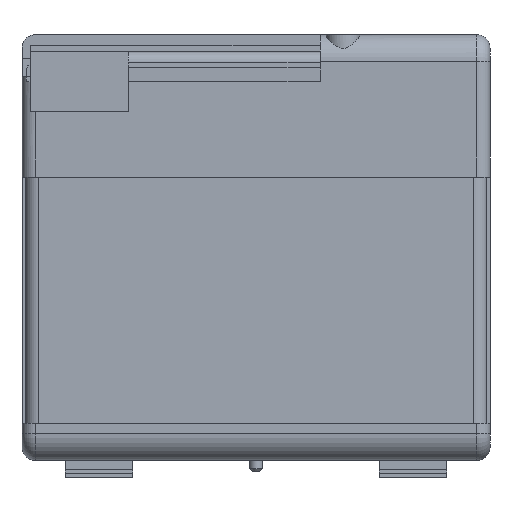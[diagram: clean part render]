
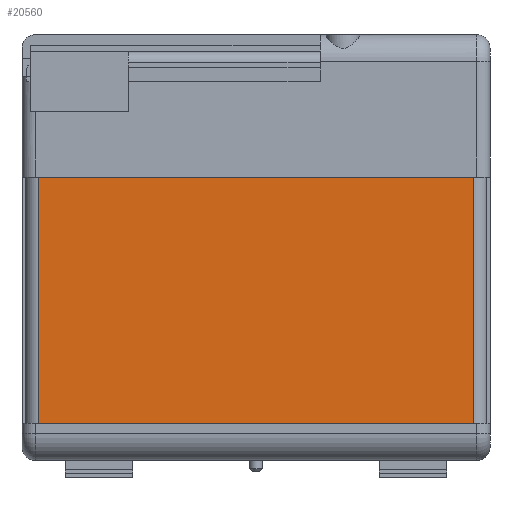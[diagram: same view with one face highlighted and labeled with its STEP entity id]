
A CAD part, front view. The second image highlights one B-rep face of the part: STEP entity #20560.
In plain terms, the highlighted planar face has unit normal (0, -1, 0).
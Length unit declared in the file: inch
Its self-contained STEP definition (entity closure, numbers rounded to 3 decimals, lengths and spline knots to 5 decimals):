
#1096 = VECTOR ( 'NONE', #7862, 39.37008 ) ;
#1136 = VERTEX_POINT ( 'NONE', #2339 ) ;
#1774 = CARTESIAN_POINT ( 'NONE',  ( 2.02, -2.9225, -1.63 ) ) ;
#2195 = ORIENTED_EDGE ( 'NONE', *, *, #9962, .F. ) ;
#2339 = CARTESIAN_POINT ( 'NONE',  ( -2.02, -2.9225, -1.63 ) ) ;
#4550 = CARTESIAN_POINT ( 'NONE',  ( 2.02, -2.9225, 0.655 ) ) ;
#4554 = FACE_OUTER_BOUND ( 'NONE', #11424, .T. ) ;
#4881 = LINE ( 'NONE', #1774, #23549 ) ;
#6731 = EDGE_CURVE ( 'NONE', #20296, #29261, #16219, .T. ) ;
#7822 = EDGE_CURVE ( 'NONE', #20296, #13273, #26040, .T. ) ;
#7862 = DIRECTION ( 'NONE',  ( -1., 0., 0. ) ) ;
#8026 = ORIENTED_EDGE ( 'NONE', *, *, #6731, .F. ) ;
#8934 = LINE ( 'NONE', #13427, #16600 ) ;
#9962 = EDGE_CURVE ( 'NONE', #29261, #1136, #4881, .T. ) ;
#10501 = DIRECTION ( 'NONE',  ( 0., -1., 0. ) ) ;
#11386 = ORIENTED_EDGE ( 'NONE', *, *, #28789, .T. ) ;
#11424 = EDGE_LOOP ( 'NONE', ( #2195, #8026, #19826, #11386 ) ) ;
#11490 = CARTESIAN_POINT ( 'NONE',  ( -2.02, -2.9225, 0.655 ) ) ;
#12440 = CARTESIAN_POINT ( 'NONE',  ( 2.02, -2.9225, 0.655 ) ) ;
#13273 = VERTEX_POINT ( 'NONE', #11490 ) ;
#13334 = DIRECTION ( 'NONE',  ( 0., 0., -1. ) ) ;
#13427 = CARTESIAN_POINT ( 'NONE',  ( -2.02, -2.9225, 0.655 ) ) ;
#15848 = DIRECTION ( 'NONE',  ( -1., 0., 0. ) ) ;
#16219 = LINE ( 'NONE', #12440, #28679 ) ;
#16600 = VECTOR ( 'NONE', #13334, 39.37008 ) ;
#17343 = PLANE ( 'NONE',  #21157 ) ;
#19489 = CARTESIAN_POINT ( 'NONE',  ( 2.02, -2.9225, 0.655 ) ) ;
#19826 = ORIENTED_EDGE ( 'NONE', *, *, #7822, .T. ) ;
#20296 = VERTEX_POINT ( 'NONE', #4550 ) ;
#20560 = ADVANCED_FACE ( 'NONE', ( #4554 ), #17343, .T. ) ;
#21157 = AXIS2_PLACEMENT_3D ( 'NONE', #24485, #10501, #26864 ) ;
#22148 = CARTESIAN_POINT ( 'NONE',  ( 2.02, -2.9225, -1.63 ) ) ;
#23549 = VECTOR ( 'NONE', #15848, 39.37008 ) ;
#24485 = CARTESIAN_POINT ( 'NONE',  ( 2.02, -2.9225, 0.655 ) ) ;
#26040 = LINE ( 'NONE', #19489, #1096 ) ;
#26864 = DIRECTION ( 'NONE',  ( 1., 0., 0. ) ) ;
#28679 = VECTOR ( 'NONE', #28784, 39.37008 ) ;
#28784 = DIRECTION ( 'NONE',  ( 0., 0., -1. ) ) ;
#28789 = EDGE_CURVE ( 'NONE', #13273, #1136, #8934, .T. ) ;
#29261 = VERTEX_POINT ( 'NONE', #22148 ) ;
